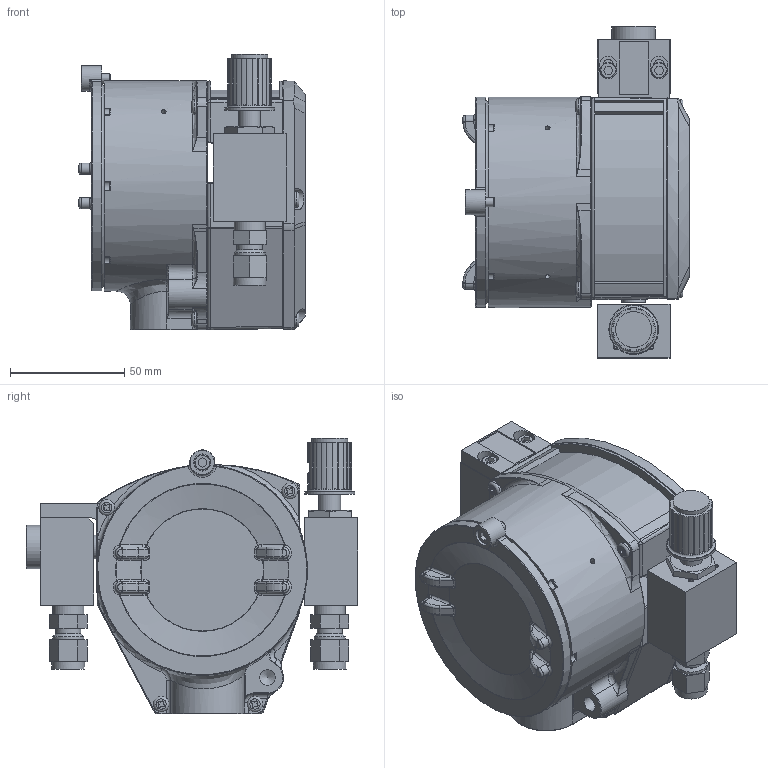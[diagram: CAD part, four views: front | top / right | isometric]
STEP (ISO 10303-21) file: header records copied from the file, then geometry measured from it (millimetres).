
FILE_DESCRIPTION(/* description */ (''),/* implementation_level */ '2;1');
FILE_NAME(/* name */ '',/* time_stamp */ '2014-04-22T13:34:10+02:00',/* author */ (''),/* organization */ (''),/* preprocessor_version */ 'ST-DEVELOPER v14',/* originating_system */ 'SIEMENS PLM Software NX 8.0',/* authorisation */ '');
FILE_SCHEMA (('CONFIG_CONTROL_DESIGN'));
Length unit declared in the file: millimetre
Products named in the file (1): 3750_std_mat_vlv_inlet_1_4_tc
Bounding box: 98.88 x 145.06 x 120.57 mm (x, y, z)
Volume: 485497.9 mm3; surface area: 164806.4 mm2
Topology: 24 solids, 25 shells, 1849 faces, 4350 edges, 2556 vertices
Faces by surface type: cylinder 619, plane 567, torus 252, bspline 186, cone 119, sphere 96, extrusion 10
Full cylindrical faces by diameter (mm): 1.664 x2, 2.2 x2, 3.454 x8, 3.52 x10, 4 x4, 4.036 x3, 4.181 x6, 4.369 x4, 4.394 x1, 4.826 x2, 4.841 x2, 4.975 x1, 6.35 x3, 6.8 x1, 6.858 x11, 7.087 x1, 7.5 x1, 7.81 x1, 9.1 x1, 9.5 x1, 9.652 x1, 9.906 x1, 10.185 x2, 10.236 x1, 10.338 x3, 10.693 x1, 10.9 x2, 11 x1, 11.113 x2, 11.676 x3
Entity records: 57558 total; most frequent: CARTESIAN_POINT 17220, DIRECTION 8704, ORIENTED_EDGE 7948, EDGE_CURVE 3974, AXIS2_PLACEMENT_3D 3541, VERTEX_POINT 2504, EDGE_LOOP 2187, ADVANCED_FACE 1847
